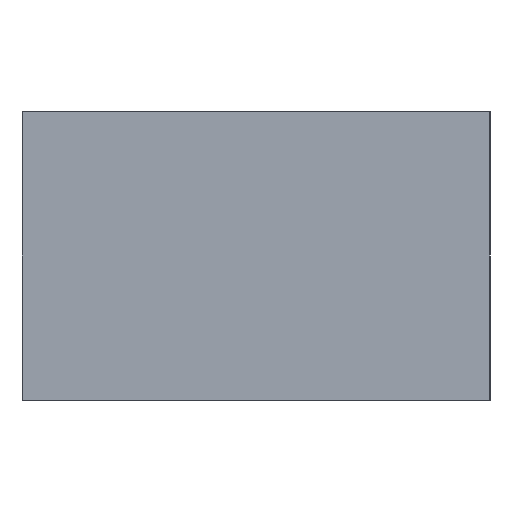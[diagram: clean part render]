
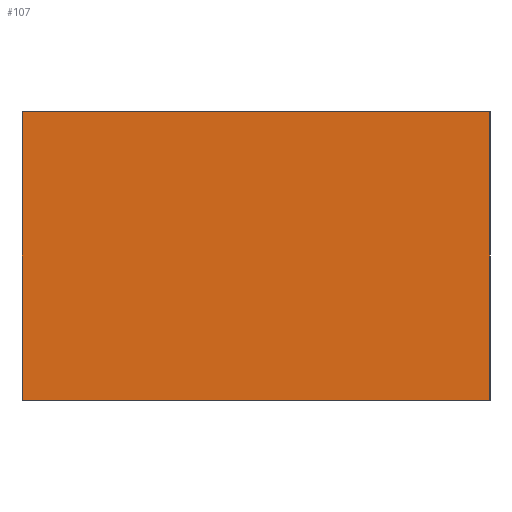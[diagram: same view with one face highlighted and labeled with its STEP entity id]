
A CAD part, left-side view. The second image highlights one B-rep face of the part: STEP entity #107.
In plain terms, the highlighted face is planar.
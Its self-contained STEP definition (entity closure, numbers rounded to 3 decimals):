
#107 = ADVANCED_FACE( '', ( #180 ), #181, .T. );
#180 = FACE_OUTER_BOUND( '', #230, .T. );
#181 = PLANE( '', #231 );
#230 = EDGE_LOOP( '', ( #318, #319, #320, #321 ) );
#231 = AXIS2_PLACEMENT_3D( '', #322, #323, #324 );
#318 = ORIENTED_EDGE( '', *, *, #335, .T. );
#319 = ORIENTED_EDGE( '', *, *, #357, .T. );
#320 = ORIENTED_EDGE( '', *, *, #361, .T. );
#321 = ORIENTED_EDGE( '', *, *, #365, .T. );
#322 = CARTESIAN_POINT( '', ( 0., 0., -0.25 ) );
#323 = DIRECTION( '', ( 0., 0., -1. ) );
#324 = DIRECTION( '', ( -1., 0., 0. ) );
#335 = EDGE_CURVE( '', #371, #372, #373, .T. );
#357 = EDGE_CURVE( '', #372, #405, #406, .T. );
#361 = EDGE_CURVE( '', #405, #411, #412, .T. );
#365 = EDGE_CURVE( '', #411, #371, #417, .T. );
#371 = VERTEX_POINT( '', #423 );
#372 = VERTEX_POINT( '', #424 );
#373 = LINE( '', #425, #426 );
#405 = VERTEX_POINT( '', #473 );
#406 = LINE( '', #474, #475 );
#411 = VERTEX_POINT( '', #482 );
#412 = LINE( '', #483, #484 );
#417 = LINE( '', #491, #492 );
#423 = CARTESIAN_POINT( '', ( 1.015, 0.625, -0.25 ) );
#424 = CARTESIAN_POINT( '', ( 1.015, -0.625, -0.25 ) );
#425 = CARTESIAN_POINT( '', ( 1.015, 0.625, -0.25 ) );
#426 = VECTOR( '', #498, 1000. );
#473 = CARTESIAN_POINT( '', ( -1.015, -0.625, -0.25 ) );
#474 = CARTESIAN_POINT( '', ( 1.015, -0.625, -0.25 ) );
#475 = VECTOR( '', #514, 1000. );
#482 = CARTESIAN_POINT( '', ( -1.015, 0.625, -0.25 ) );
#483 = CARTESIAN_POINT( '', ( -1.015, -0.625, -0.25 ) );
#484 = VECTOR( '', #517, 1000. );
#491 = CARTESIAN_POINT( '', ( -1.015, 0.625, -0.25 ) );
#492 = VECTOR( '', #520, 1000. );
#498 = DIRECTION( '', ( 0., -1., 0. ) );
#514 = DIRECTION( '', ( -1., 0., 0. ) );
#517 = DIRECTION( '', ( 0., 1., 0. ) );
#520 = DIRECTION( '', ( 1., 0., 0. ) );
